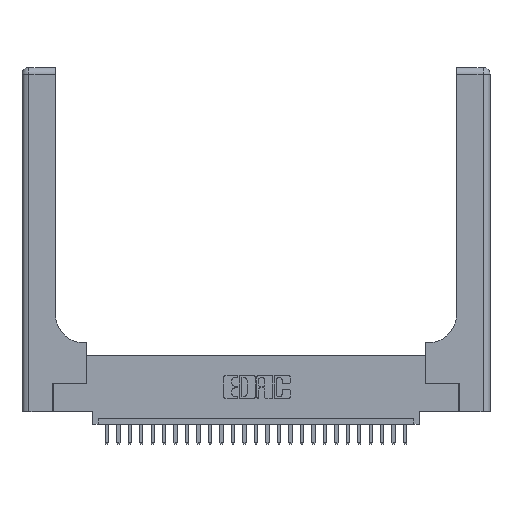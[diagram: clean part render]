
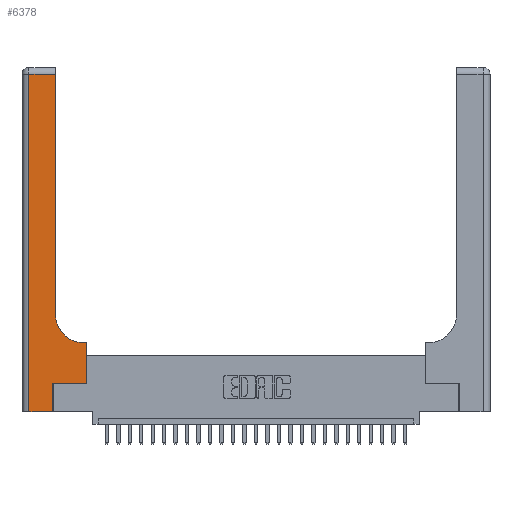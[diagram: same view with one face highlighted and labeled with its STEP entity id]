
A CAD part, top view. The second image highlights one B-rep face of the part: STEP entity #6378.
In plain terms, the highlighted planar face has unit normal (0, 0, 1).
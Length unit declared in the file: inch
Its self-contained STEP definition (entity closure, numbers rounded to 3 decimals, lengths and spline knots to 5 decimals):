
#85 = CARTESIAN_POINT ( 'NONE',  ( 0.5415, 0.6, 0.37 ) ) ;
#508 = CIRCLE ( 'NONE', #21587, 0.25 ) ;
#1071 = ORIENTED_EDGE ( 'NONE', *, *, #18686, .T. ) ;
#1241 = EDGE_CURVE ( 'NONE', #14795, #20243, #24626, .T. ) ;
#1289 = VERTEX_POINT ( 'NONE', #19972 ) ;
#1999 = CARTESIAN_POINT ( 'NONE',  ( 0., 0., 0.37 ) ) ;
#2482 = ORIENTED_EDGE ( 'NONE', *, *, #8915, .T. ) ;
#2687 = LINE ( 'NONE', #19688, #8735 ) ;
#2808 = VECTOR ( 'NONE', #23326, 39.37008 ) ;
#2893 = CARTESIAN_POINT ( 'NONE',  ( 0.269, 0., 0.37 ) ) ;
#3178 = VERTEX_POINT ( 'NONE', #85 ) ;
#3565 = CARTESIAN_POINT ( 'NONE',  ( 0.269, 0.25, 0.37 ) ) ;
#3834 = ORIENTED_EDGE ( 'NONE', *, *, #14701, .T. ) ;
#4740 = DIRECTION ( 'NONE',  ( 0., 1., 0. ) ) ;
#4875 = EDGE_CURVE ( 'NONE', #17903, #14795, #24428, .T. ) ;
#4937 = LINE ( 'NONE', #20566, #21398 ) ;
#5059 = EDGE_LOOP ( 'NONE', ( #3834, #1071, #15502, #21140, #2482, #10802, #12515, #8339, #21957 ) ) ;
#5580 = DIRECTION ( 'NONE',  ( 1., 0., 0. ) ) ;
#5794 = VECTOR ( 'NONE', #4740, 39.37008 ) ;
#6320 = LINE ( 'NONE', #9486, #25500 ) ;
#6378 = ADVANCED_FACE ( 'NONE', ( #9589 ), #16612, .F. ) ;
#6498 = EDGE_CURVE ( 'NONE', #3178, #1289, #508, .T. ) ;
#8339 = ORIENTED_EDGE ( 'NONE', *, *, #17149, .T. ) ;
#8546 = LINE ( 'NONE', #27165, #11244 ) ;
#8628 = AXIS2_PLACEMENT_3D ( 'NONE', #23105, #10245, #25075 ) ;
#8673 = VERTEX_POINT ( 'NONE', #15275 ) ;
#8690 = DIRECTION ( 'NONE',  ( 0., 1., 0. ) ) ;
#8735 = VECTOR ( 'NONE', #8690, 39.37008 ) ;
#8915 = EDGE_CURVE ( 'NONE', #10060, #17903, #6320, .T. ) ;
#9486 = CARTESIAN_POINT ( 'NONE',  ( 0.269, 0., 0.37 ) ) ;
#9589 = FACE_OUTER_BOUND ( 'NONE', #5059, .T. ) ;
#9816 = CARTESIAN_POINT ( 'NONE',  ( 0.5415, 0.85, 0.37 ) ) ;
#10060 = VERTEX_POINT ( 'NONE', #2893 ) ;
#10245 = DIRECTION ( 'NONE',  ( 0., 0., -1. ) ) ;
#10802 = ORIENTED_EDGE ( 'NONE', *, *, #4875, .T. ) ;
#11244 = VECTOR ( 'NONE', #20378, 39.37008 ) ;
#12093 = DIRECTION ( 'NONE',  ( -1., 0., 0. ) ) ;
#12179 = DIRECTION ( 'NONE',  ( 0., 1., 0. ) ) ;
#12515 = ORIENTED_EDGE ( 'NONE', *, *, #1241, .T. ) ;
#13531 = CARTESIAN_POINT ( 'NONE',  ( 0.5585, 0.25, 0.37 ) ) ;
#14111 = DIRECTION ( 'NONE',  ( 0., 0., -1. ) ) ;
#14185 = CARTESIAN_POINT ( 'NONE',  ( 0.2915, 2.94, 0.37 ) ) ;
#14564 = EDGE_CURVE ( 'NONE', #8673, #20612, #20513, .T. ) ;
#14701 = EDGE_CURVE ( 'NONE', #1289, #26529, #2687, .T. ) ;
#14795 = VERTEX_POINT ( 'NONE', #13531 ) ;
#15081 = CARTESIAN_POINT ( 'NONE',  ( 0.269, 0.25, 0.37 ) ) ;
#15275 = CARTESIAN_POINT ( 'NONE',  ( 0.06, 2.94, 0.37 ) ) ;
#15502 = ORIENTED_EDGE ( 'NONE', *, *, #14564, .T. ) ;
#16612 = PLANE ( 'NONE',  #8628 ) ;
#17149 = EDGE_CURVE ( 'NONE', #20243, #3178, #4937, .T. ) ;
#17403 = CARTESIAN_POINT ( 'NONE',  ( 0.5585, 0.6, 0.37 ) ) ;
#17903 = VERTEX_POINT ( 'NONE', #15081 ) ;
#18595 = DIRECTION ( 'NONE',  ( 1., 0., 0. ) ) ;
#18686 = EDGE_CURVE ( 'NONE', #26529, #8673, #8546, .T. ) ;
#19688 = CARTESIAN_POINT ( 'NONE',  ( 0.2915, 3., 0.37 ) ) ;
#19881 = CARTESIAN_POINT ( 'NONE',  ( 0.5585, 0.25, 0.37 ) ) ;
#19972 = CARTESIAN_POINT ( 'NONE',  ( 0.2915, 0.85, 0.37 ) ) ;
#20079 = VECTOR ( 'NONE', #18595, 39.37008 ) ;
#20243 = VERTEX_POINT ( 'NONE', #17403 ) ;
#20378 = DIRECTION ( 'NONE',  ( -1., 0., 0. ) ) ;
#20513 = LINE ( 'NONE', #27705, #23197 ) ;
#20566 = CARTESIAN_POINT ( 'NONE',  ( 0.2915, 0.6, 0.37 ) ) ;
#20612 = VERTEX_POINT ( 'NONE', #24711 ) ;
#21140 = ORIENTED_EDGE ( 'NONE', *, *, #26090, .T. ) ;
#21398 = VECTOR ( 'NONE', #12093, 39.37008 ) ;
#21587 = AXIS2_PLACEMENT_3D ( 'NONE', #9816, #14111, #5580 ) ;
#21957 = ORIENTED_EDGE ( 'NONE', *, *, #6498, .T. ) ;
#22999 = LINE ( 'NONE', #1999, #2808 ) ;
#23105 = CARTESIAN_POINT ( 'NONE',  ( 0., 3., 0.37 ) ) ;
#23197 = VECTOR ( 'NONE', #27411, 39.37008 ) ;
#23326 = DIRECTION ( 'NONE',  ( 1., 0., 0. ) ) ;
#24428 = LINE ( 'NONE', #3565, #20079 ) ;
#24626 = LINE ( 'NONE', #19881, #5794 ) ;
#24711 = CARTESIAN_POINT ( 'NONE',  ( 0.06, 0., 0.37 ) ) ;
#25075 = DIRECTION ( 'NONE',  ( -1., 0., 0. ) ) ;
#25500 = VECTOR ( 'NONE', #12179, 39.37008 ) ;
#26090 = EDGE_CURVE ( 'NONE', #20612, #10060, #22999, .T. ) ;
#26529 = VERTEX_POINT ( 'NONE', #14185 ) ;
#27165 = CARTESIAN_POINT ( 'NONE',  ( 0., 2.94, 0.37 ) ) ;
#27411 = DIRECTION ( 'NONE',  ( 0., -1., 0. ) ) ;
#27705 = CARTESIAN_POINT ( 'NONE',  ( 0.06, 3., 0.37 ) ) ;
